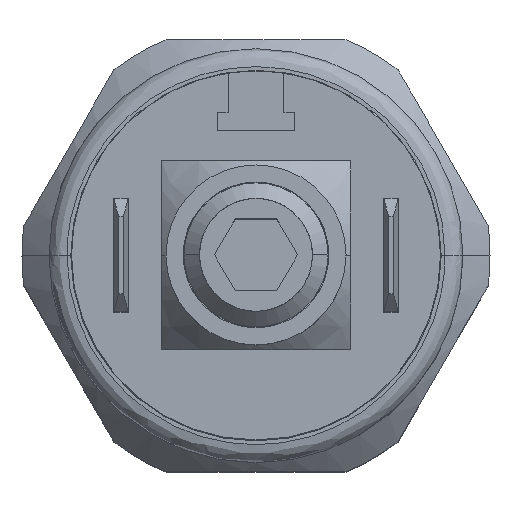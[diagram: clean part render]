
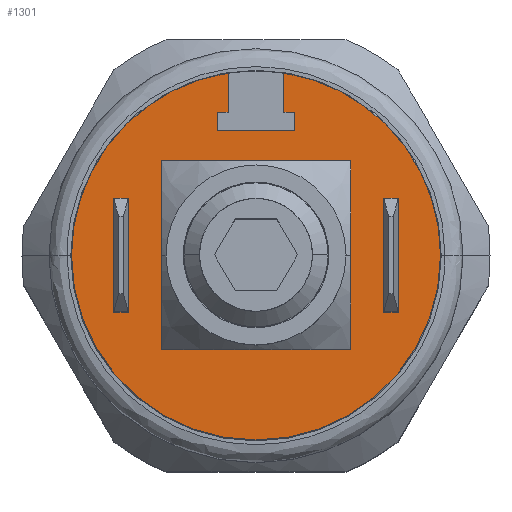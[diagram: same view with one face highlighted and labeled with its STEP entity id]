
A CAD part, top view. The second image highlights one B-rep face of the part: STEP entity #1301.
In plain terms, the highlighted planar face has unit normal (0, 0, 1).
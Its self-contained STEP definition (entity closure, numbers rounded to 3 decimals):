
#56 = CARTESIAN_POINT ( 'NONE',  ( 0., 0., 31.5 ) ) ;
#132 = DIRECTION ( 'NONE',  ( -1., 0., 0. ) ) ;
#141 = CARTESIAN_POINT ( 'NONE',  ( -1.55, 10.132, 31.5 ) ) ;
#142 = CARTESIAN_POINT ( 'NONE',  ( -1.55, 7.95, 31.5 ) ) ;
#203 = VERTEX_POINT ( 'NONE', #4645 ) ;
#301 = DIRECTION ( 'NONE',  ( 0., 1., 0. ) ) ;
#417 = LINE ( 'NONE', #1877, #1888 ) ;
#499 = CARTESIAN_POINT ( 'NONE',  ( 5.25, -5.25, 31.5 ) ) ;
#535 = EDGE_CURVE ( 'NONE', #203, #832, #4923, .T. ) ;
#549 = CARTESIAN_POINT ( 'NONE',  ( -1.55, 6.95, 31.5 ) ) ;
#561 = EDGE_CURVE ( 'NONE', #1956, #1675, #5748, .T. ) ;
#763 = EDGE_CURVE ( 'NONE', #3957, #1148, #5198, .T. ) ;
#783 = VECTOR ( 'NONE', #5013, 1000. ) ;
#792 = EDGE_LOOP ( 'NONE', ( #3235, #4275, #3157, #3021 ) ) ;
#832 = VERTEX_POINT ( 'NONE', #1237 ) ;
#861 = DIRECTION ( 'NONE',  ( 0., 0., 1. ) ) ;
#882 = DIRECTION ( 'NONE',  ( 1., 0., 0. ) ) ;
#890 = DIRECTION ( 'NONE',  ( 0., 0., 1. ) ) ;
#925 = LINE ( 'NONE', #2693, #1503 ) ;
#948 = CARTESIAN_POINT ( 'NONE',  ( 2.15, 7.95, 31.5 ) ) ;
#1115 = CARTESIAN_POINT ( 'NONE',  ( 2.15, 6.95, 31.5 ) ) ;
#1148 = VERTEX_POINT ( 'NONE', #1212 ) ;
#1189 = VECTOR ( 'NONE', #301, 1000. ) ;
#1212 = CARTESIAN_POINT ( 'NONE',  ( -2.15, 6.95, 31.5 ) ) ;
#1237 = CARTESIAN_POINT ( 'NONE',  ( 1.55, 10.132, 31.5 ) ) ;
#1269 = LINE ( 'NONE', #5314, #2034 ) ;
#1284 = CARTESIAN_POINT ( 'NONE',  ( 0., 0., 31.5 ) ) ;
#1301 = ADVANCED_FACE ( 'NONE', ( #1350, #2055 ), #2682, .T. ) ;
#1323 = DIRECTION ( 'NONE',  ( 0., 0., 1. ) ) ;
#1338 = DIRECTION ( 'NONE',  ( -1., 0., 0. ) ) ;
#1350 = FACE_BOUND ( 'NONE', #792, .T. ) ;
#1503 = VECTOR ( 'NONE', #3515, 1000. ) ;
#1584 = AXIS2_PLACEMENT_3D ( 'NONE', #1284, #4447, #1801 ) ;
#1610 = VERTEX_POINT ( 'NONE', #948 ) ;
#1662 = EDGE_CURVE ( 'NONE', #832, #2412, #4971, .T. ) ;
#1675 = VERTEX_POINT ( 'NONE', #2267 ) ;
#1682 = LINE ( 'NONE', #4491, #783 ) ;
#1695 = VECTOR ( 'NONE', #1834, 1000. ) ;
#1703 = ORIENTED_EDGE ( 'NONE', *, *, #4435, .F. ) ;
#1801 = DIRECTION ( 'NONE',  ( -1., 0., 0. ) ) ;
#1834 = DIRECTION ( 'NONE',  ( 0., -1., 0. ) ) ;
#1858 = ORIENTED_EDGE ( 'NONE', *, *, #1662, .T. ) ;
#1877 = CARTESIAN_POINT ( 'NONE',  ( -5.25, 5.25, 31.5 ) ) ;
#1886 = DIRECTION ( 'NONE',  ( 1., 0., 0. ) ) ;
#1888 = VECTOR ( 'NONE', #3592, 1000. ) ;
#1956 = VERTEX_POINT ( 'NONE', #5334 ) ;
#2013 = VERTEX_POINT ( 'NONE', #3216 ) ;
#2017 = EDGE_CURVE ( 'NONE', #4220, #1148, #2533, .T. ) ;
#2034 = VECTOR ( 'NONE', #4924, 1000. ) ;
#2045 = ORIENTED_EDGE ( 'NONE', *, *, #4394, .T. ) ;
#2055 = FACE_OUTER_BOUND ( 'NONE', #4205, .T. ) ;
#2228 = LINE ( 'NONE', #3382, #4255 ) ;
#2250 = EDGE_CURVE ( 'NONE', #2919, #2013, #2228, .T. ) ;
#2267 = CARTESIAN_POINT ( 'NONE',  ( -10.25, 0., 31.5 ) ) ;
#2296 = ORIENTED_EDGE ( 'NONE', *, *, #2624, .F. ) ;
#2367 = EDGE_CURVE ( 'NONE', #2662, #5082, #925, .T. ) ;
#2412 = VERTEX_POINT ( 'NONE', #2613 ) ;
#2424 = ORIENTED_EDGE ( 'NONE', *, *, #535, .T. ) ;
#2533 = LINE ( 'NONE', #549, #3566 ) ;
#2537 = VECTOR ( 'NONE', #4086, 1000. ) ;
#2565 = LINE ( 'NONE', #1115, #1189 ) ;
#2613 = CARTESIAN_POINT ( 'NONE',  ( 1.55, 7.95, 31.5 ) ) ;
#2624 = EDGE_CURVE ( 'NONE', #5572, #3957, #1269, .T. ) ;
#2662 = VERTEX_POINT ( 'NONE', #4598 ) ;
#2682 = PLANE ( 'NONE',  #4701 ) ;
#2686 = CARTESIAN_POINT ( 'NONE',  ( -2.15, 7.95, 31.5 ) ) ;
#2693 = CARTESIAN_POINT ( 'NONE',  ( 5.25, 5.25, 31.5 ) ) ;
#2919 = VERTEX_POINT ( 'NONE', #5515 ) ;
#3021 = ORIENTED_EDGE ( 'NONE', *, *, #3182, .F. ) ;
#3035 = EDGE_CURVE ( 'NONE', #4220, #1610, #2565, .T. ) ;
#3127 = LINE ( 'NONE', #499, #3613 ) ;
#3157 = ORIENTED_EDGE ( 'NONE', *, *, #2250, .F. ) ;
#3182 = EDGE_CURVE ( 'NONE', #5082, #2919, #417, .T. ) ;
#3211 = DIRECTION ( 'NONE',  ( 0., 1., 0. ) ) ;
#3216 = CARTESIAN_POINT ( 'NONE',  ( -5.25, -5.25, 31.5 ) ) ;
#3235 = ORIENTED_EDGE ( 'NONE', *, *, #2367, .F. ) ;
#3382 = CARTESIAN_POINT ( 'NONE',  ( -5.25, -5.25, 31.5 ) ) ;
#3420 = DIRECTION ( 'NONE',  ( 0., -1., 0. ) ) ;
#3515 = DIRECTION ( 'NONE',  ( 0., 1., 0. ) ) ;
#3566 = VECTOR ( 'NONE', #132, 1000. ) ;
#3592 = DIRECTION ( 'NONE',  ( -1., 0., 0. ) ) ;
#3613 = VECTOR ( 'NONE', #1886, 1000. ) ;
#3644 = AXIS2_PLACEMENT_3D ( 'NONE', #4925, #861, #4390 ) ;
#3791 = ORIENTED_EDGE ( 'NONE', *, *, #2017, .T. ) ;
#3827 = VECTOR ( 'NONE', #3211, 1000. ) ;
#3957 = VERTEX_POINT ( 'NONE', #2686 ) ;
#3974 = ORIENTED_EDGE ( 'NONE', *, *, #3035, .F. ) ;
#4020 = CARTESIAN_POINT ( 'NONE',  ( -1.55, 10.132, 31.5 ) ) ;
#4035 = EDGE_CURVE ( 'NONE', #5572, #1956, #4462, .T. ) ;
#4086 = DIRECTION ( 'NONE',  ( 0., -1., 0. ) ) ;
#4180 = CARTESIAN_POINT ( 'NONE',  ( -2.15, 7.95, 31.5 ) ) ;
#4205 = EDGE_LOOP ( 'NONE', ( #4826, #2296, #5641, #5538, #2045, #2424, #1858, #1703, #3974, #3791 ) ) ;
#4220 = VERTEX_POINT ( 'NONE', #5124 ) ;
#4255 = VECTOR ( 'NONE', #3420, 1000. ) ;
#4275 = ORIENTED_EDGE ( 'NONE', *, *, #4722, .F. ) ;
#4390 = DIRECTION ( 'NONE',  ( -1., 0., 0. ) ) ;
#4394 = EDGE_CURVE ( 'NONE', #1675, #203, #5659, .T. ) ;
#4420 = AXIS2_PLACEMENT_3D ( 'NONE', #56, #890, #1338 ) ;
#4435 = EDGE_CURVE ( 'NONE', #1610, #2412, #1682, .T. ) ;
#4447 = DIRECTION ( 'NONE',  ( 0., 0., 1. ) ) ;
#4462 = LINE ( 'NONE', #141, #3827 ) ;
#4491 = CARTESIAN_POINT ( 'NONE',  ( 2.15, 7.95, 31.5 ) ) ;
#4598 = CARTESIAN_POINT ( 'NONE',  ( 5.25, -5.25, 31.5 ) ) ;
#4645 = CARTESIAN_POINT ( 'NONE',  ( 10.25, 0., 31.5 ) ) ;
#4701 = AXIS2_PLACEMENT_3D ( 'NONE', #4020, #1323, #882 ) ;
#4722 = EDGE_CURVE ( 'NONE', #2013, #2662, #3127, .T. ) ;
#4826 = ORIENTED_EDGE ( 'NONE', *, *, #763, .F. ) ;
#4918 = CARTESIAN_POINT ( 'NONE',  ( 1.55, 10.132, 31.5 ) ) ;
#4923 = CIRCLE ( 'NONE', #3644, 10.25 ) ;
#4924 = DIRECTION ( 'NONE',  ( -1., 0., 0. ) ) ;
#4925 = CARTESIAN_POINT ( 'NONE',  ( 0., 0., 31.5 ) ) ;
#4971 = LINE ( 'NONE', #4918, #1695 ) ;
#5013 = DIRECTION ( 'NONE',  ( -1., 0., 0. ) ) ;
#5082 = VERTEX_POINT ( 'NONE', #5279 ) ;
#5124 = CARTESIAN_POINT ( 'NONE',  ( 2.15, 6.95, 31.5 ) ) ;
#5198 = LINE ( 'NONE', #4180, #2537 ) ;
#5279 = CARTESIAN_POINT ( 'NONE',  ( 5.25, 5.25, 31.5 ) ) ;
#5314 = CARTESIAN_POINT ( 'NONE',  ( -1.55, 7.95, 31.5 ) ) ;
#5334 = CARTESIAN_POINT ( 'NONE',  ( -1.55, 10.132, 31.5 ) ) ;
#5515 = CARTESIAN_POINT ( 'NONE',  ( -5.25, 5.25, 31.5 ) ) ;
#5538 = ORIENTED_EDGE ( 'NONE', *, *, #561, .T. ) ;
#5572 = VERTEX_POINT ( 'NONE', #142 ) ;
#5641 = ORIENTED_EDGE ( 'NONE', *, *, #4035, .T. ) ;
#5659 = CIRCLE ( 'NONE', #4420, 10.25 ) ;
#5748 = CIRCLE ( 'NONE', #1584, 10.25 ) ;
